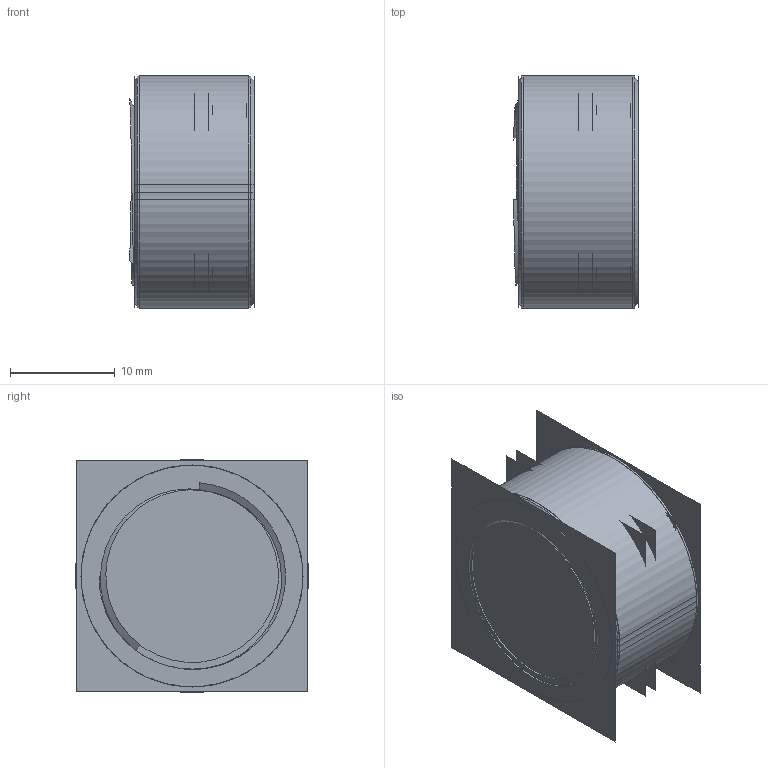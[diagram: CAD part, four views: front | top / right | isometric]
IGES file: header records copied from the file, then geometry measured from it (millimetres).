
Start section:  PTC IGES file: 211694.igs
Global section: file name: 211694.igs; native system: Creo Parametric by PTC Inc.; preprocessor: 2018300; author: pdmadmin; organization: Unknown; date: 20190426.103204; units: millimetre
Bounding box: 11.93 x 22.24 x 22.23 mm (x, y, z)
Volume: 2632.1 mm3; surface area: 16133.2 mm2
Topology: 3 solids, 3 shells, 90 faces, 440 edges, 562 vertices
Faces by surface type: revolution 58, bspline 32
